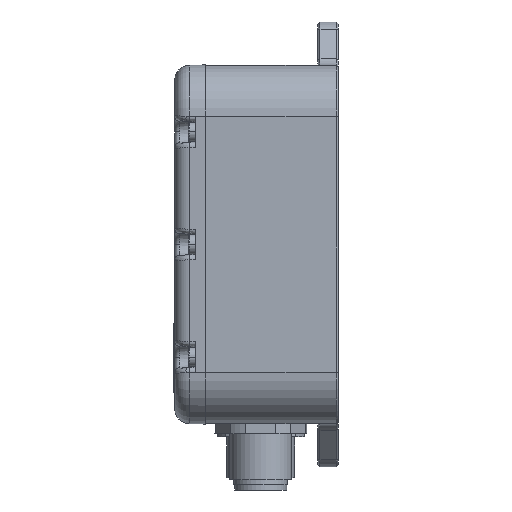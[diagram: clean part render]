
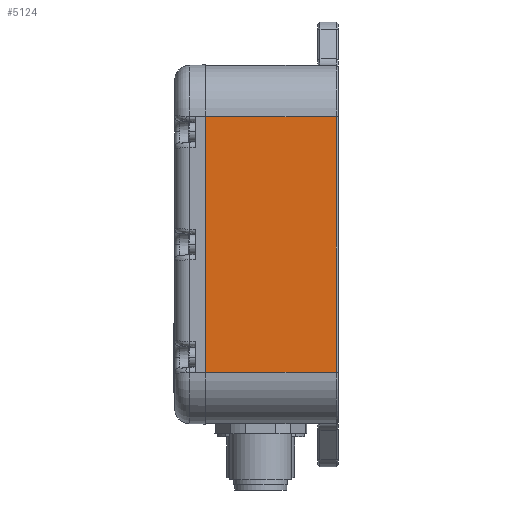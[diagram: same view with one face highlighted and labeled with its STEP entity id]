
A CAD part, left-side view. The second image highlights one B-rep face of the part: STEP entity #5124.
In plain terms, the highlighted planar face has unit normal (-1, 0, 0).
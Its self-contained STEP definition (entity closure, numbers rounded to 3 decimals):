
#2201 = CARTESIAN_POINT ( 'NONE',  ( -60., 0., 60. ) ) ;
#2313 = DIRECTION ( 'NONE',  ( 0., 0., 1. ) ) ;
#2355 = DIRECTION ( 'NONE',  ( 0., -1., 0. ) ) ;
#4934 = CARTESIAN_POINT ( 'NONE',  ( -60., 0., 60. ) ) ;
#5124 = ADVANCED_FACE ( 'NONE', ( #23857 ), #32961, .F. ) ;
#7978 = EDGE_CURVE ( 'NONE', #15205, #44083, #32146, .T. ) ;
#8371 = ORIENTED_EDGE ( 'NONE', *, *, #7978, .F. ) ;
#9409 = EDGE_CURVE ( 'NONE', #44083, #13504, #31525, .T. ) ;
#11414 = VECTOR ( 'NONE', #19543, 1000. ) ;
#11637 = CARTESIAN_POINT ( 'NONE',  ( -60., 0., 60. ) ) ;
#11841 = EDGE_CURVE ( 'NONE', #29625, #13504, #30378, .T. ) ;
#12738 = EDGE_CURVE ( 'NONE', #15205, #29625, #13995, .T. ) ;
#12901 = VECTOR ( 'NONE', #20164, 1000. ) ;
#13176 = VECTOR ( 'NONE', #2313, 1000. ) ;
#13504 = VERTEX_POINT ( 'NONE', #42667 ) ;
#13995 = LINE ( 'NONE', #19858, #12901 ) ;
#15205 = VERTEX_POINT ( 'NONE', #37826 ) ;
#15389 = AXIS2_PLACEMENT_3D ( 'NONE', #32510, #32551, #32559 ) ;
#19326 = CARTESIAN_POINT ( 'NONE',  ( -60., -25.6, 60. ) ) ;
#19543 = DIRECTION ( 'NONE',  ( 0., 0., 1. ) ) ;
#19858 = CARTESIAN_POINT ( 'NONE',  ( -60., 0., 10. ) ) ;
#20164 = DIRECTION ( 'NONE',  ( 0., -1., 0. ) ) ;
#23857 = FACE_OUTER_BOUND ( 'NONE', #32966, .T. ) ;
#27626 = ORIENTED_EDGE ( 'NONE', *, *, #9409, .F. ) ;
#29625 = VERTEX_POINT ( 'NONE', #36450 ) ;
#30378 = LINE ( 'NONE', #19326, #11414 ) ;
#30423 = VECTOR ( 'NONE', #2355, 1000. ) ;
#31525 = LINE ( 'NONE', #2201, #30423 ) ;
#32146 = LINE ( 'NONE', #4934, #13176 ) ;
#32510 = CARTESIAN_POINT ( 'NONE',  ( -60., 0., 60. ) ) ;
#32551 = DIRECTION ( 'NONE',  ( 1., 0., 0. ) ) ;
#32559 = DIRECTION ( 'NONE',  ( 0., -1., 0. ) ) ;
#32961 = PLANE ( 'NONE',  #15389 ) ;
#32966 = EDGE_LOOP ( 'NONE', ( #40811, #42917, #27626, #8371 ) ) ;
#36450 = CARTESIAN_POINT ( 'NONE',  ( -60., -25.6, 10. ) ) ;
#37826 = CARTESIAN_POINT ( 'NONE',  ( -60., 0., 10. ) ) ;
#40811 = ORIENTED_EDGE ( 'NONE', *, *, #12738, .T. ) ;
#42667 = CARTESIAN_POINT ( 'NONE',  ( -60., -25.6, 60. ) ) ;
#42917 = ORIENTED_EDGE ( 'NONE', *, *, #11841, .T. ) ;
#44083 = VERTEX_POINT ( 'NONE', #11637 ) ;
